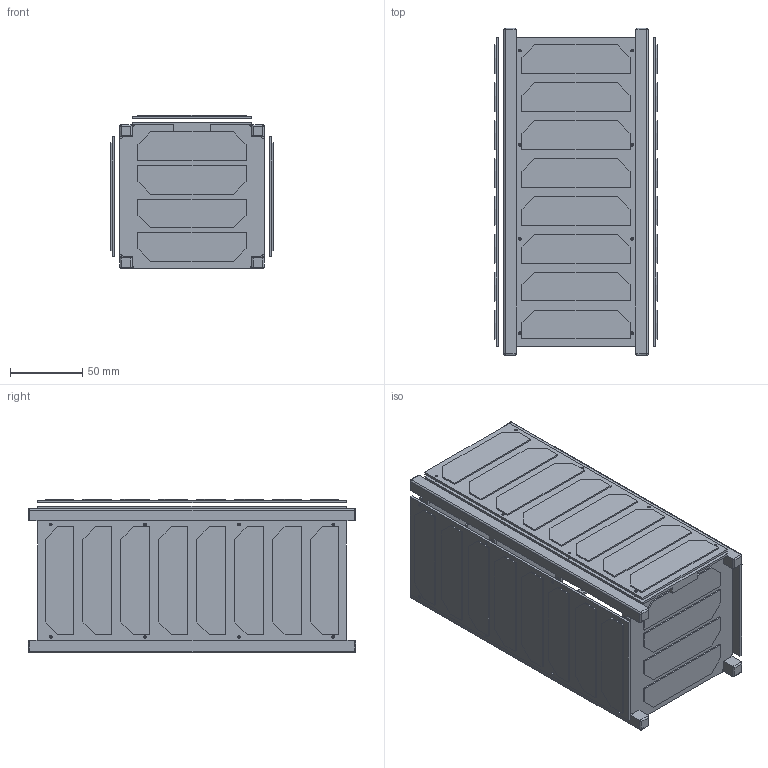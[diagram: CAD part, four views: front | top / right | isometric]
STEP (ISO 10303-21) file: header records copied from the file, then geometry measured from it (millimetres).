
FILE_DESCRIPTION (( 'STEP AP214' ), '1' );
FILE_NAME ('2U_CubeSat_v0.2.STEP', '2016-02-23T02:01:38', ( '' ), ( '' ), 'SwSTEP 2.0', 'SolidWorks 2015', '' );
FILE_SCHEMA (( 'AUTOMOTIVE_DESIGN' ));
Length unit declared in the file: millimetre
Products named in the file (6): Solar_Panel_2U; Comm_Board; Module_Placeholder_PCB; Solar_Panel_1U_Z; Cube_Rails; 2U_CubeSat_v0.2
Assembly tree (11 placements, depth 2):
  2U_CubeSat_v0.2
    Cube_Rails  x4
    Solar_Panel_1U_Z  x2
    Module_Placeholder_PCB
    Comm_Board
    Solar_Panel_2U  x3
Bounding box: 113 x 227 x 106.5 mm (x, y, z)
Volume: 251017 mm3; surface area: 259507.2 mm2
Topology: 11 solids, 11 shells, 1399 faces, 3956 edges, 2616 vertices
Faces by surface type: plane 975, cylinder 416, sphere 8
Entity records: 17281 total; most frequent: CARTESIAN_POINT 2707, ORIENTED_EDGE 2640, DIRECTION 2548, EDGE_CURVE 1320, VECTOR 1066, LINE 1066, VERTEX_POINT 876, AXIS2_PLACEMENT_3D 741
